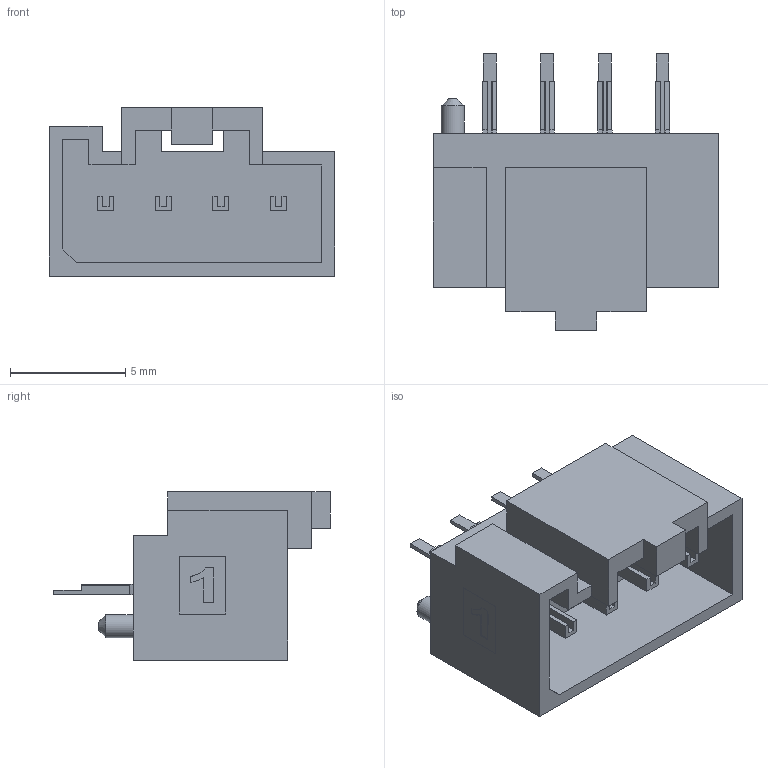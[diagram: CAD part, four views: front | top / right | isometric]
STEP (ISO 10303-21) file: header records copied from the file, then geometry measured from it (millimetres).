
FILE_DESCRIPTION( ( 'STEP AP214' ), '1' );
FILE_NAME( 'psolqas13503200215.stp', '2020-02-13T12:50:32', ( '' ), ( '' ), ' ', 'PARTsolutions', ' ' );
FILE_SCHEMA( ( 'AUTOMOTIVE_DESIGN { 1 0 10303 214 1 1 1 1 }' ) );
Length unit declared in the file: metre
Products named in the file (1): 1
Bounding box: 12.41 x 12.01 x 7.3 mm (x, y, z)
Volume: 303 mm3; surface area: 699.8 mm2
Topology: 1 solids, 1 shells, 156 faces, 417 edges, 273 vertices
Faces by surface type: plane 127, bspline 24, extrusion 3, cylinder 1, cone 1
Full cylindrical faces by diameter (mm): 1 x1
Entity records: 5246 total; most frequent: CARTESIAN_POINT 1428, ORIENTED_EDGE 828, DIRECTION 675, EDGE_CURVE 414, VECTOR 407, LINE 404, VERTEX_POINT 272, EDGE_LOOP 170
